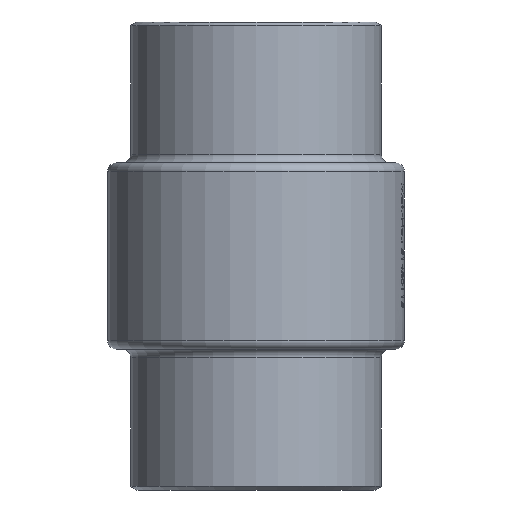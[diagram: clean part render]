
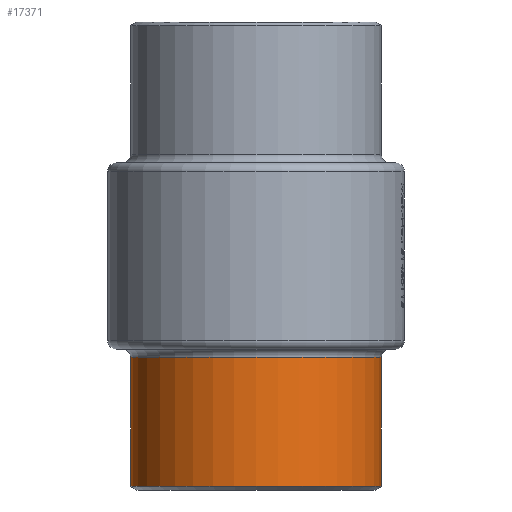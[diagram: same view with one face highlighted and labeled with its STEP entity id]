
A CAD part, front view. The second image highlights one B-rep face of the part: STEP entity #17371.
In plain terms, the highlighted cylindrical face has radius 44.45 mm (diameter 88.9 mm), a partial arc.
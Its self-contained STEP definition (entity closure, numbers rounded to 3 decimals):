
#802 = ORIENTED_EDGE ( 'NONE', *, *, #7136, .T. ) ;
#1125 = VERTEX_POINT ( 'NONE', #7458 ) ;
#1163 = VECTOR ( 'NONE', #9881, 1000. ) ;
#1638 = DIRECTION ( 'NONE',  ( 0., 0., -1. ) ) ;
#1677 = EDGE_CURVE ( 'NONE', #3136, #1125, #15698, .T. ) ;
#1693 = AXIS2_PLACEMENT_3D ( 'NONE', #12382, #1638, #5603 ) ;
#3136 = VERTEX_POINT ( 'NONE', #16089 ) ;
#4170 = FACE_OUTER_BOUND ( 'NONE', #13010, .T. ) ;
#5056 = CARTESIAN_POINT ( 'NONE',  ( 44.45, 0., -166. ) ) ;
#5340 = LINE ( 'NONE', #5056, #18685 ) ;
#5603 = DIRECTION ( 'NONE',  ( 1., 0., 0. ) ) ;
#5871 = DIRECTION ( 'NONE',  ( 0., 0., -1. ) ) ;
#6986 = AXIS2_PLACEMENT_3D ( 'NONE', #21427, #5871, #12652 ) ;
#7136 = EDGE_CURVE ( 'NONE', #1125, #28012, #7777, .T. ) ;
#7458 = CARTESIAN_POINT ( 'NONE',  ( -44.45, 0., -119. ) ) ;
#7777 = LINE ( 'NONE', #23030, #1163 ) ;
#8421 = CYLINDRICAL_SURFACE ( 'NONE', #6986, 44.45 ) ;
#9419 = CARTESIAN_POINT ( 'NONE',  ( 44.45, 0., -164.73 ) ) ;
#9881 = DIRECTION ( 'NONE',  ( 0., 0., -1. ) ) ;
#9990 = CARTESIAN_POINT ( 'NONE',  ( -44.45, 0., -164.73 ) ) ;
#10346 = VERTEX_POINT ( 'NONE', #9419 ) ;
#10815 = AXIS2_PLACEMENT_3D ( 'NONE', #25630, #26073, #14872 ) ;
#10897 = ORIENTED_EDGE ( 'NONE', *, *, #12625, .T. ) ;
#11359 = ORIENTED_EDGE ( 'NONE', *, *, #1677, .T. ) ;
#12382 = CARTESIAN_POINT ( 'NONE',  ( 0., 0., -119. ) ) ;
#12625 = EDGE_CURVE ( 'NONE', #28012, #10346, #17596, .T. ) ;
#12652 = DIRECTION ( 'NONE',  ( 1., 0., 0. ) ) ;
#13010 = EDGE_LOOP ( 'NONE', ( #11359, #802, #10897, #15899 ) ) ;
#14872 = DIRECTION ( 'NONE',  ( 1., 0., 0. ) ) ;
#15698 = CIRCLE ( 'NONE', #1693, 44.45 ) ;
#15899 = ORIENTED_EDGE ( 'NONE', *, *, #25273, .F. ) ;
#16089 = CARTESIAN_POINT ( 'NONE',  ( 44.45, 0., -119. ) ) ;
#17371 = ADVANCED_FACE ( 'NONE', ( #4170 ), #8421, .T. ) ;
#17596 = CIRCLE ( 'NONE', #10815, 44.45 ) ;
#18685 = VECTOR ( 'NONE', #20466, 1000. ) ;
#20466 = DIRECTION ( 'NONE',  ( 0., 0., -1. ) ) ;
#21427 = CARTESIAN_POINT ( 'NONE',  ( 0., 0., -166. ) ) ;
#23030 = CARTESIAN_POINT ( 'NONE',  ( -44.45, 0., -166. ) ) ;
#25273 = EDGE_CURVE ( 'NONE', #3136, #10346, #5340, .T. ) ;
#25630 = CARTESIAN_POINT ( 'NONE',  ( 0., 0., -164.73 ) ) ;
#26073 = DIRECTION ( 'NONE',  ( 0., 0., 1. ) ) ;
#28012 = VERTEX_POINT ( 'NONE', #9990 ) ;
